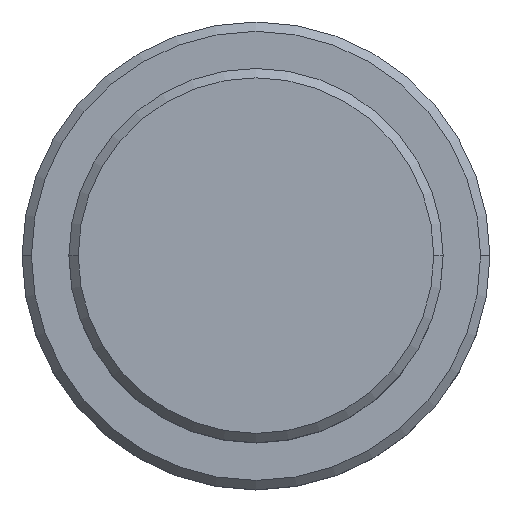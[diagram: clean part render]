
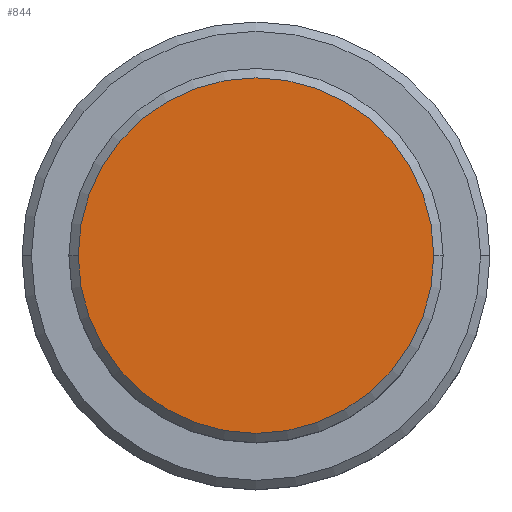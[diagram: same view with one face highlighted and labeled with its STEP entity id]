
A CAD part, top view. The second image highlights one B-rep face of the part: STEP entity #844.
In plain terms, the highlighted planar face has unit normal (0, 0, 1).
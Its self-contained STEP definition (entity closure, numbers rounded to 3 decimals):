
#16 = DIRECTION ( 'NONE',  ( 1., 0., 0. ) ) ;
#26 = FACE_OUTER_BOUND ( 'NONE', #555, .T. ) ;
#47 = DIRECTION ( 'NONE',  ( 0., 0., 1. ) ) ;
#127 = DIRECTION ( 'NONE',  ( 1., 0., 0. ) ) ;
#200 = VERTEX_POINT ( 'NONE', #1189 ) ;
#237 = DIRECTION ( 'NONE',  ( 0., 0., 1. ) ) ;
#269 = DIRECTION ( 'NONE',  ( 0., 0., 1. ) ) ;
#295 = AXIS2_PLACEMENT_3D ( 'NONE', #987, #237, #16 ) ;
#555 = EDGE_LOOP ( 'NONE', ( #935, #673 ) ) ;
#590 = CARTESIAN_POINT ( 'NONE',  ( 0., 0., 0. ) ) ;
#602 = CARTESIAN_POINT ( 'NONE',  ( -9.5, 0., 0. ) ) ;
#673 = ORIENTED_EDGE ( 'NONE', *, *, #1153, .T. ) ;
#844 = ADVANCED_FACE ( 'NONE', ( #26 ), #907, .T. ) ;
#859 = EDGE_CURVE ( 'NONE', #914, #200, #1271, .T. ) ;
#907 = PLANE ( 'NONE',  #950 ) ;
#914 = VERTEX_POINT ( 'NONE', #602 ) ;
#921 = DIRECTION ( 'NONE',  ( 1., 0., 0. ) ) ;
#935 = ORIENTED_EDGE ( 'NONE', *, *, #859, .T. ) ;
#950 = AXIS2_PLACEMENT_3D ( 'NONE', #590, #269, #921 ) ;
#987 = CARTESIAN_POINT ( 'NONE',  ( 0., 0., 0. ) ) ;
#1153 = EDGE_CURVE ( 'NONE', #200, #914, #1179, .T. ) ;
#1179 = CIRCLE ( 'NONE', #295, 9.5 ) ;
#1189 = CARTESIAN_POINT ( 'NONE',  ( 9.5, 0., 0. ) ) ;
#1271 = CIRCLE ( 'NONE', #1358, 9.5 ) ;
#1343 = CARTESIAN_POINT ( 'NONE',  ( 0., 0., 0. ) ) ;
#1358 = AXIS2_PLACEMENT_3D ( 'NONE', #1343, #47, #127 ) ;
